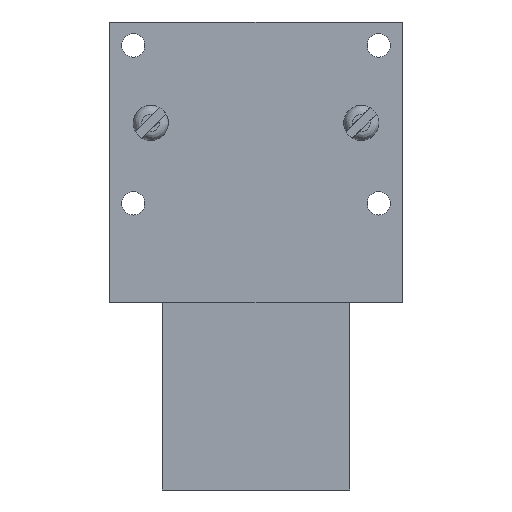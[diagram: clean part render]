
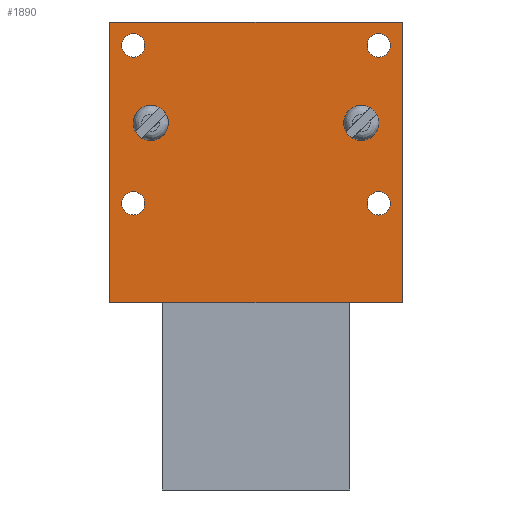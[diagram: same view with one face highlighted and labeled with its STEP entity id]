
A CAD part, front view. The second image highlights one B-rep face of the part: STEP entity #1890.
In plain terms, the highlighted planar face has unit normal (0, -1, 0).
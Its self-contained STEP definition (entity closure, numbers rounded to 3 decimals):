
#24=FACE_BOUND('',#668,.T.);
#25=FACE_BOUND('',#669,.T.);
#26=FACE_BOUND('',#670,.T.);
#27=FACE_BOUND('',#671,.T.);
#254=LINE('',#6154,#435);
#255=LINE('',#6156,#436);
#256=LINE('',#6158,#437);
#257=LINE('',#6159,#438);
#435=VECTOR('',#2501,10.);
#436=VECTOR('',#2502,10.);
#437=VECTOR('',#2503,10.);
#438=VECTOR('',#2504,10.);
#555=FACE_OUTER_BOUND('',#667,.T.);
#667=EDGE_LOOP('',(#1636,#1637,#1638,#1639));
#668=EDGE_LOOP('',(#1640));
#669=EDGE_LOOP('',(#1641));
#670=EDGE_LOOP('',(#1642));
#671=EDGE_LOOP('',(#1643));
#749=CIRCLE('',#2061,1.);
#750=CIRCLE('',#2063,1.);
#751=CIRCLE('',#2064,1.);
#752=CIRCLE('',#2065,1.);
#908=VERTEX_POINT('',#6148);
#909=VERTEX_POINT('',#6152);
#910=VERTEX_POINT('',#6153);
#911=VERTEX_POINT('',#6155);
#912=VERTEX_POINT('',#6157);
#913=VERTEX_POINT('',#6160);
#914=VERTEX_POINT('',#6162);
#915=VERTEX_POINT('',#6164);
#1156=EDGE_CURVE('',#908,#908,#749,.T.);
#1157=EDGE_CURVE('',#909,#910,#254,.T.);
#1158=EDGE_CURVE('',#910,#911,#255,.T.);
#1159=EDGE_CURVE('',#911,#912,#256,.T.);
#1160=EDGE_CURVE('',#912,#909,#257,.T.);
#1161=EDGE_CURVE('',#913,#913,#750,.T.);
#1162=EDGE_CURVE('',#914,#914,#751,.T.);
#1163=EDGE_CURVE('',#915,#915,#752,.T.);
#1636=ORIENTED_EDGE('',*,*,#1157,.T.);
#1637=ORIENTED_EDGE('',*,*,#1158,.T.);
#1638=ORIENTED_EDGE('',*,*,#1159,.T.);
#1639=ORIENTED_EDGE('',*,*,#1160,.T.);
#1640=ORIENTED_EDGE('',*,*,#1161,.F.);
#1641=ORIENTED_EDGE('',*,*,#1162,.F.);
#1642=ORIENTED_EDGE('',*,*,#1163,.T.);
#1643=ORIENTED_EDGE('',*,*,#1156,.T.);
#1789=PLANE('',#2062);
#1890=ADVANCED_FACE('',(#555,#24,#25,#26,#27),#1789,.T.);
#2061=AXIS2_PLACEMENT_3D('',#6150,#2497,#2498);
#2062=AXIS2_PLACEMENT_3D('',#6151,#2499,#2500);
#2063=AXIS2_PLACEMENT_3D('',#6161,#2505,#2506);
#2064=AXIS2_PLACEMENT_3D('',#6163,#2507,#2508);
#2065=AXIS2_PLACEMENT_3D('',#6165,#2509,#2510);
#2497=DIRECTION('center_axis',(0.,1.,0.));
#2498=DIRECTION('ref_axis',(-0.814,0.,-0.581));
#2499=DIRECTION('center_axis',(0.,-1.,0.));
#2500=DIRECTION('ref_axis',(0.,0.,-1.));
#2501=DIRECTION('',(-1.,0.,0.));
#2502=DIRECTION('',(0.,0.,-1.));
#2503=DIRECTION('',(1.,0.,0.));
#2504=DIRECTION('',(0.,0.,1.));
#2505=DIRECTION('center_axis',(0.,-1.,0.));
#2506=DIRECTION('ref_axis',(0.814,0.,-0.581));
#2507=DIRECTION('center_axis',(0.,-1.,0.));
#2508=DIRECTION('ref_axis',(0.814,0.,-0.581));
#2509=DIRECTION('center_axis',(0.,1.,0.));
#2510=DIRECTION('ref_axis',(-0.814,0.,-0.581));
#6148=CARTESIAN_POINT('',(-9.5,-8.5,-6.875));
#6150=CARTESIAN_POINT('Origin',(-10.5,-8.5,-6.875));
#6151=CARTESIAN_POINT('Origin',(36.388,-8.5,-3.375));
#6152=CARTESIAN_POINT('',(12.5,-8.5,8.625));
#6153=CARTESIAN_POINT('',(-12.5,-8.5,8.625));
#6154=CARTESIAN_POINT('',(12.5,-8.5,8.625));
#6155=CARTESIAN_POINT('',(-12.5,-8.5,-15.375));
#6156=CARTESIAN_POINT('',(-12.5,-8.5,8.625));
#6157=CARTESIAN_POINT('',(12.5,-8.5,-15.375));
#6158=CARTESIAN_POINT('',(-12.5,-8.5,-15.375));
#6159=CARTESIAN_POINT('',(12.5,-8.5,-15.375));
#6160=CARTESIAN_POINT('',(9.5,-8.5,6.625));
#6161=CARTESIAN_POINT('Origin',(10.5,-8.5,6.625));
#6162=CARTESIAN_POINT('',(9.5,-8.5,-6.875));
#6163=CARTESIAN_POINT('Origin',(10.5,-8.5,-6.875));
#6164=CARTESIAN_POINT('',(-9.5,-8.5,6.625));
#6165=CARTESIAN_POINT('Origin',(-10.5,-8.5,6.625));
